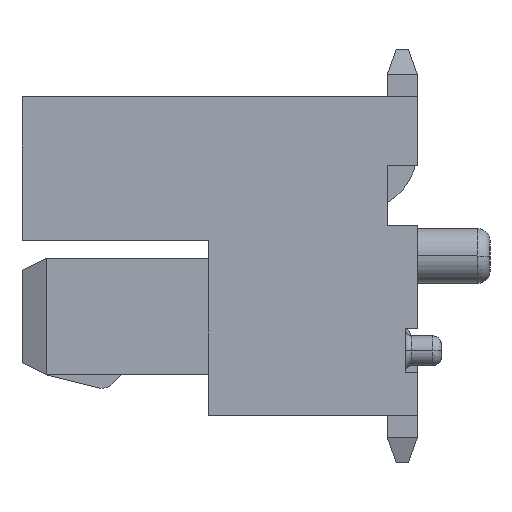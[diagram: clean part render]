
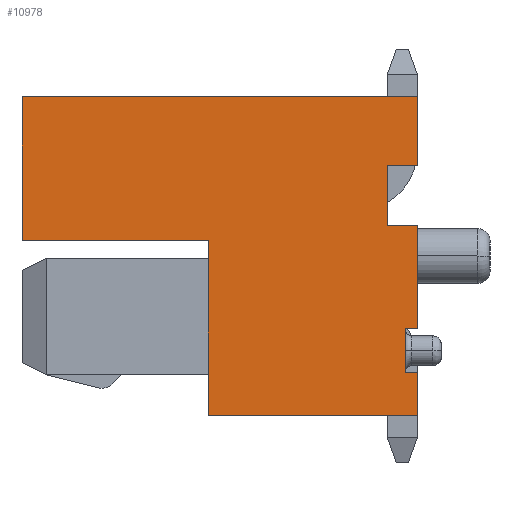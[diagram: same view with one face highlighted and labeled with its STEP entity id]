
A CAD part, left-side view. The second image highlights one B-rep face of the part: STEP entity #10978.
In plain terms, the highlighted planar face has unit normal (-1, 0, 0).
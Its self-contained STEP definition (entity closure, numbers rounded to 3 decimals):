
#149=CARTESIAN_POINT('',(-10.785,-0.19,-2.635));
#150=VERTEX_POINT('',#149);
#157=CARTESIAN_POINT('',(-10.785,3.27,-2.635));
#158=VERTEX_POINT('',#157);
#159=CARTESIAN_POINT('',(-10.785,-0.19,-2.635));
#160=DIRECTION('',(0.,1.,0.));
#161=VECTOR('',#160,3.46);
#162=LINE('',#159,#161);
#163=EDGE_CURVE('',#150,#158,#162,.T.);
#7205=CARTESIAN_POINT('',(-10.785,-0.19,-1.935));
#7206=VERTEX_POINT('',#7205);
#7207=CARTESIAN_POINT('',(-10.785,-0.19,-1.935));
#7208=DIRECTION('',(0.,0.,-1.));
#7209=VECTOR('',#7208,0.7);
#7210=LINE('',#7207,#7209);
#7211=EDGE_CURVE('',#7206,#150,#7210,.T.);
#7246=CARTESIAN_POINT('',(-10.785,-0.19,0.5));
#7247=VERTEX_POINT('',#7246);
#7254=CARTESIAN_POINT('',(-10.785,-0.19,-1.2));
#7255=VERTEX_POINT('',#7254);
#7256=CARTESIAN_POINT('',(-10.785,-0.19,0.5));
#7257=DIRECTION('',(0.,0.,-1.));
#7258=VECTOR('',#7257,1.7);
#7259=LINE('',#7256,#7258);
#7260=EDGE_CURVE('',#7247,#7255,#7259,.T.);
#7276=CARTESIAN_POINT('',(-10.785,0.31,1.5));
#7277=VERTEX_POINT('',#7276);
#7294=CARTESIAN_POINT('',(-10.785,-0.19,1.5));
#7295=VERTEX_POINT('',#7294);
#7302=CARTESIAN_POINT('',(-10.785,-0.19,1.5));
#7303=DIRECTION('',(0.,1.,0.));
#7304=VECTOR('',#7303,0.5);
#7305=LINE('',#7302,#7304);
#7306=EDGE_CURVE('',#7295,#7277,#7305,.T.);
#7316=CARTESIAN_POINT('',(-10.785,0.01,-1.935));
#7317=VERTEX_POINT('',#7316);
#7334=CARTESIAN_POINT('',(-10.785,0.01,-1.2));
#7335=VERTEX_POINT('',#7334);
#7342=CARTESIAN_POINT('',(-10.785,0.01,-1.2));
#7343=DIRECTION('',(0.,0.,-1.));
#7344=VECTOR('',#7343,0.735);
#7345=LINE('',#7342,#7344);
#7346=EDGE_CURVE('',#7335,#7317,#7345,.T.);
#7384=CARTESIAN_POINT('',(-10.785,-0.19,-1.2));
#7385=DIRECTION('',(0.,1.,0.));
#7386=VECTOR('',#7385,0.2);
#7387=LINE('',#7384,#7386);
#7388=EDGE_CURVE('',#7255,#7335,#7387,.T.);
#7433=CARTESIAN_POINT('',(-10.785,0.31,0.5));
#7434=VERTEX_POINT('',#7433);
#7441=CARTESIAN_POINT('',(-10.785,0.31,0.5));
#7442=DIRECTION('',(0.,-1.,0.));
#7443=VECTOR('',#7442,0.5);
#7444=LINE('',#7441,#7443);
#7445=EDGE_CURVE('',#7434,#7247,#7444,.T.);
#7458=CARTESIAN_POINT('',(-10.785,0.01,-1.935));
#7459=DIRECTION('',(0.,-1.,0.));
#7460=VECTOR('',#7459,0.2);
#7461=LINE('',#7458,#7460);
#7462=EDGE_CURVE('',#7317,#7206,#7461,.T.);
#7694=CARTESIAN_POINT('',(-10.785,3.27,0.254));
#7695=VERTEX_POINT('',#7694);
#7702=CARTESIAN_POINT('',(-10.785,6.35,0.254));
#7703=VERTEX_POINT('',#7702);
#7704=CARTESIAN_POINT('',(-10.785,3.27,0.254));
#7705=DIRECTION('',(0.,1.,0.));
#7706=VECTOR('',#7705,3.08);
#7707=LINE('',#7704,#7706);
#7708=EDGE_CURVE('',#7695,#7703,#7707,.T.);
#10484=CARTESIAN_POINT('',(-10.785,0.31,1.5));
#10485=DIRECTION('',(0.,0.,-1.));
#10486=VECTOR('',#10485,1.);
#10487=LINE('',#10484,#10486);
#10488=EDGE_CURVE('',#7277,#7434,#10487,.T.);
#10922=CARTESIAN_POINT('',(-10.785,-0.19,2.635));
#10923=VERTEX_POINT('',#10922);
#10930=CARTESIAN_POINT('',(-10.785,-0.19,1.5));
#10931=DIRECTION('',(0.,0.,1.));
#10932=VECTOR('',#10931,1.135);
#10933=LINE('',#10930,#10932);
#10934=EDGE_CURVE('',#7295,#10923,#10933,.T.);
#10940=CARTESIAN_POINT('',(-10.785,3.08,0.));
#10941=DIRECTION('',(0.,0.,1.));
#10942=DIRECTION('',(-1.,0.,0.));
#10943=AXIS2_PLACEMENT_3D('',#10940,#10942,#10941);
#10944=PLANE('',#10943);
#10945=ORIENTED_EDGE('',*,*,#7388,.F.);
#10946=ORIENTED_EDGE('',*,*,#7260,.F.);
#10947=ORIENTED_EDGE('',*,*,#7445,.F.);
#10948=ORIENTED_EDGE('',*,*,#10488,.F.);
#10949=ORIENTED_EDGE('',*,*,#7306,.F.);
#10950=ORIENTED_EDGE('',*,*,#10934,.T.);
#10951=CARTESIAN_POINT('',(-10.785,6.35,2.635));
#10952=VERTEX_POINT('',#10951);
#10953=CARTESIAN_POINT('',(-10.785,6.35,2.635));
#10954=DIRECTION('',(0.,-1.,0.));
#10955=VECTOR('',#10954,6.54);
#10956=LINE('',#10953,#10955);
#10957=EDGE_CURVE('',#10952,#10923,#10956,.T.);
#10958=ORIENTED_EDGE('',*,*,#10957,.F.);
#10959=CARTESIAN_POINT('',(-10.785,6.35,0.254));
#10960=DIRECTION('',(0.,0.,1.));
#10961=VECTOR('',#10960,2.381);
#10962=LINE('',#10959,#10961);
#10963=EDGE_CURVE('',#7703,#10952,#10962,.T.);
#10964=ORIENTED_EDGE('',*,*,#10963,.F.);
#10965=ORIENTED_EDGE('',*,*,#7708,.F.);
#10966=CARTESIAN_POINT('',(-10.785,3.27,0.254));
#10967=DIRECTION('',(0.,0.,-1.));
#10968=VECTOR('',#10967,2.889);
#10969=LINE('',#10966,#10968);
#10970=EDGE_CURVE('',#7695,#158,#10969,.T.);
#10971=ORIENTED_EDGE('',*,*,#10970,.T.);
#10972=ORIENTED_EDGE('',*,*,#163,.F.);
#10973=ORIENTED_EDGE('',*,*,#7211,.F.);
#10974=ORIENTED_EDGE('',*,*,#7462,.F.);
#10975=ORIENTED_EDGE('',*,*,#7346,.F.);
#10976=EDGE_LOOP('',(#10945,#10946,#10947,#10948,#10949,#10950,#10958,#10964,#10965,#10971,#10972,#10973,#10974,#10975));
#10977=FACE_OUTER_BOUND('',#10976,.T.);
#10978=ADVANCED_FACE('',(#10977),#10944,.T.);
